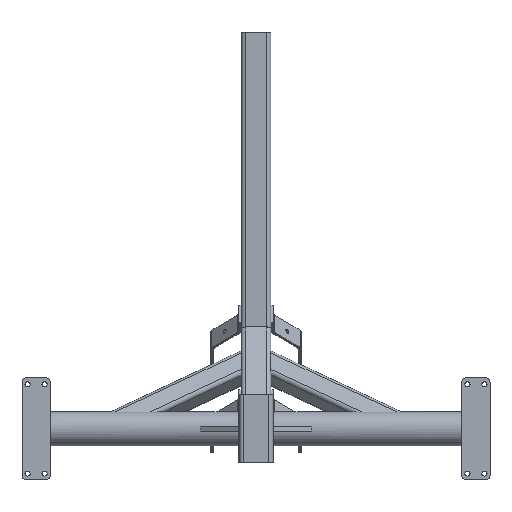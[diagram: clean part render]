
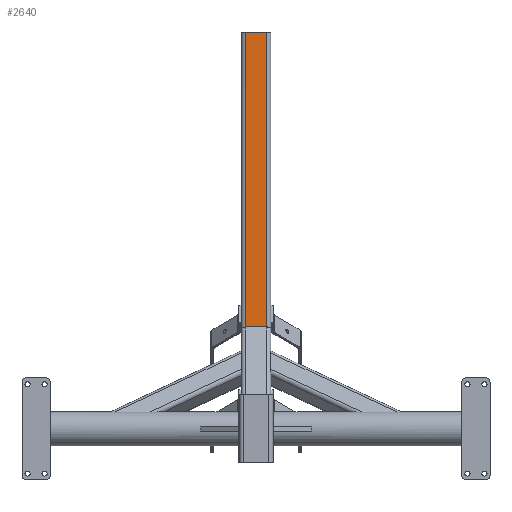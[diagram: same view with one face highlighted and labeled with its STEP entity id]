
A CAD part, front view. The second image highlights one B-rep face of the part: STEP entity #2640.
In plain terms, the highlighted face is planar.
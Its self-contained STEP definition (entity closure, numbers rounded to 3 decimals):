
#52 = LINE ( 'NONE', #2874, #5129 ) ;
#116 = EDGE_CURVE ( 'NONE', #128, #1848, #1812, .T. ) ;
#128 = VERTEX_POINT ( 'NONE', #4496 ) ;
#734 = ORIENTED_EDGE ( 'NONE', *, *, #4773, .F. ) ;
#1158 = CARTESIAN_POINT ( 'NONE',  ( 108.082, -62.5, 12.5 ) ) ;
#1189 = CARTESIAN_POINT ( 'NONE',  ( 108.082, -62.5, -12.5 ) ) ;
#1812 = LINE ( 'NONE', #3601, #6157 ) ;
#1848 = VERTEX_POINT ( 'NONE', #3570 ) ;
#2339 = EDGE_LOOP ( 'NONE', ( #4175, #6259, #734, #4575 ) ) ;
#2511 = LINE ( 'NONE', #4823, #6454 ) ;
#2640 = ADVANCED_FACE ( 'NONE', ( #6886 ), #5067, .T. ) ;
#2791 = DIRECTION ( 'NONE',  ( 1., 0., 0. ) ) ;
#2874 = CARTESIAN_POINT ( 'NONE',  ( 119.77, -62.5, -12.5 ) ) ;
#2886 = VERTEX_POINT ( 'NONE', #7075 ) ;
#3570 = CARTESIAN_POINT ( 'NONE',  ( 466.383, -62.5, -12.5 ) ) ;
#3601 = CARTESIAN_POINT ( 'NONE',  ( 108.082, -62.5, -12.5 ) ) ;
#3981 = DIRECTION ( 'NONE',  ( 1., 0., 0. ) ) ;
#4025 = VECTOR ( 'NONE', #3981, 1000. ) ;
#4175 = ORIENTED_EDGE ( 'NONE', *, *, #7316, .F. ) ;
#4496 = CARTESIAN_POINT ( 'NONE',  ( 119.77, -62.5, -12.5 ) ) ;
#4499 = DIRECTION ( 'NONE',  ( 0., 0., 1. ) ) ;
#4508 = AXIS2_PLACEMENT_3D ( 'NONE', #1189, #4616, #4499 ) ;
#4575 = ORIENTED_EDGE ( 'NONE', *, *, #116, .F. ) ;
#4616 = DIRECTION ( 'NONE',  ( 0., 1., 0. ) ) ;
#4773 = EDGE_CURVE ( 'NONE', #1848, #2886, #2511, .T. ) ;
#4823 = CARTESIAN_POINT ( 'NONE',  ( 466.383, -62.5, -12.5 ) ) ;
#5067 = PLANE ( 'NONE',  #4508 ) ;
#5129 = VECTOR ( 'NONE', #5142, 1000. ) ;
#5142 = DIRECTION ( 'NONE',  ( 0., 0., -1. ) ) ;
#5338 = EDGE_CURVE ( 'NONE', #6910, #2886, #5698, .T. ) ;
#5698 = LINE ( 'NONE', #1158, #4025 ) ;
#6157 = VECTOR ( 'NONE', #2791, 1000. ) ;
#6259 = ORIENTED_EDGE ( 'NONE', *, *, #5338, .T. ) ;
#6454 = VECTOR ( 'NONE', #6540, 1000. ) ;
#6540 = DIRECTION ( 'NONE',  ( 0., 0., 1. ) ) ;
#6786 = CARTESIAN_POINT ( 'NONE',  ( 119.77, -62.5, 12.5 ) ) ;
#6886 = FACE_OUTER_BOUND ( 'NONE', #2339, .T. ) ;
#6910 = VERTEX_POINT ( 'NONE', #6786 ) ;
#7075 = CARTESIAN_POINT ( 'NONE',  ( 466.383, -62.5, 12.5 ) ) ;
#7316 = EDGE_CURVE ( 'NONE', #6910, #128, #52, .T. ) ;
